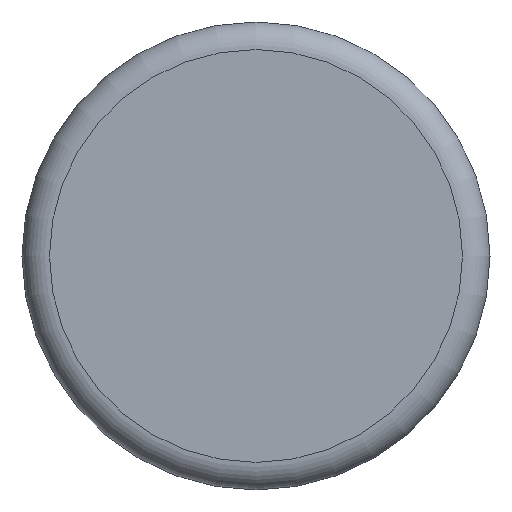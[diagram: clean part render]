
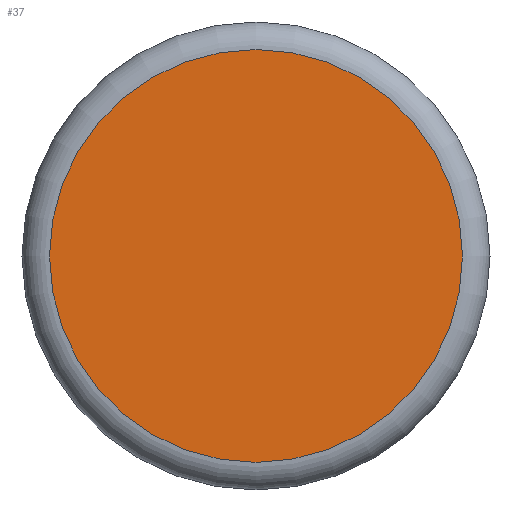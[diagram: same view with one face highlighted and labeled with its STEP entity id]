
A CAD part, top view. The second image highlights one B-rep face of the part: STEP entity #37.
In plain terms, the highlighted planar face has unit normal (0, 0, 1).
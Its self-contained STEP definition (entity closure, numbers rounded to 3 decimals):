
#37 = ADVANCED_FACE( '', ( #76 ), #77, .F. );
#76 = FACE_OUTER_BOUND( '', #118, .T. );
#77 = PLANE( '', #119 );
#118 = EDGE_LOOP( '', ( #158 ) );
#119 = AXIS2_PLACEMENT_3D( '', #159, #160, #161 );
#158 = ORIENTED_EDGE( '', *, *, #205, .T. );
#159 = CARTESIAN_POINT( '', ( 0., 8.5, 40. ) );
#160 = DIRECTION( '', ( 0., 0., -1. ) );
#161 = DIRECTION( '', ( -1., 0., 0. ) );
#205 = EDGE_CURVE( '', #227, #227, #228, .F. );
#227 = VERTEX_POINT( '', #252 );
#228 = CIRCLE( '', #253, 7.493 );
#252 = CARTESIAN_POINT( '', ( -7.493, 0., 40. ) );
#253 = AXIS2_PLACEMENT_3D( '', #278, #279, #280 );
#278 = CARTESIAN_POINT( '', ( 0., 0., 40. ) );
#279 = DIRECTION( '', ( 0., 0., -1. ) );
#280 = DIRECTION( '', ( -1., 0., 0. ) );
